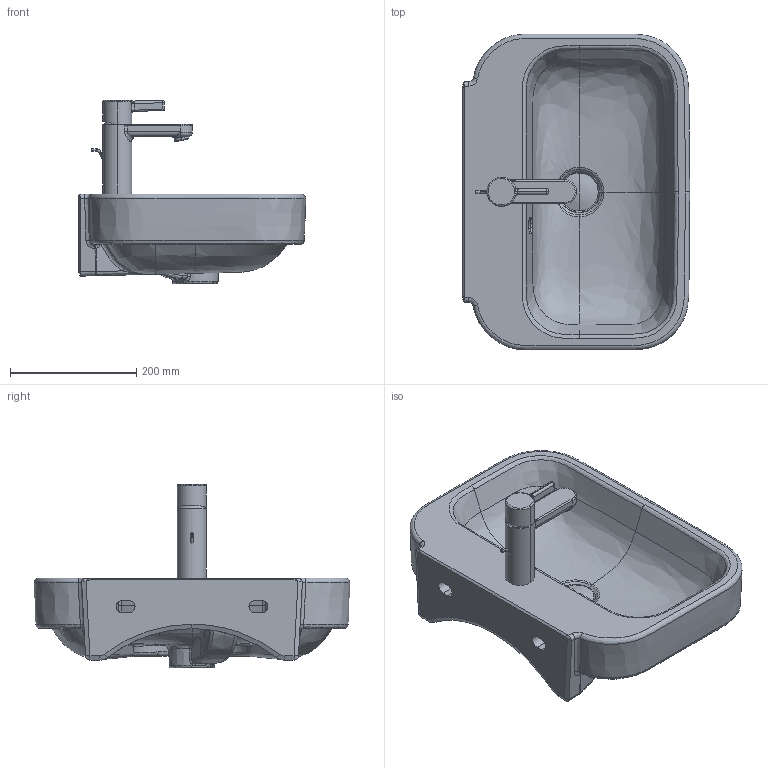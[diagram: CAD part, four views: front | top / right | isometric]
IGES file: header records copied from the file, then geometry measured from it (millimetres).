
Global section: file name: No Iges File Name specified; native system: Autodesk Inventor 2011; preprocessor: AutoDesk Inventor Iges Exporter R2011; author: Administrator; date: 20130610.100608; units: millimetre
Bounding box: 359.87 x 500.04 x 290.57 mm (x, y, z)
Volume: 8948568.6 mm3; surface area: 699553.2 mm2
Topology: 7 solids, 7 shells, 389 faces, 983 edges, 607 vertices
Faces by surface type: bspline 169, plane 83, cylinder 57, revolution 50, torus 21, cone 5, sphere 4
